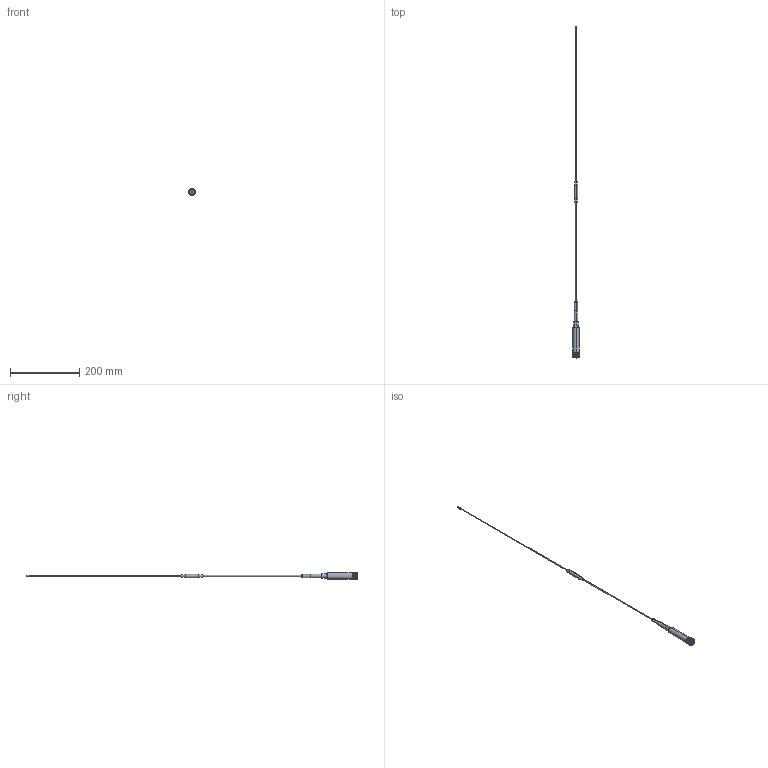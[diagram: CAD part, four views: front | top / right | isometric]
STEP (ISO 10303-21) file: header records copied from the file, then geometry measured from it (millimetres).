
FILE_DESCRIPTION (( 'STEP AP214' ), '1' );
FILE_NAME ('LCANRBD1080_3D.step', '2025-03-19T23:29:02', ( '' ), ( '' ), 'SwSTEP 2.0', 'SolidWorks 2022', '' );
FILE_SCHEMA (( 'AUTOMOTIVE_DESIGN' ));
Length unit declared in the file: inch
Products named in the file (1): LCANRBD1080_3D
Bounding box: 19.82 x 960 x 19.81 mm (x, y, z)
Volume: 36645.9 mm3; surface area: 16441.1 mm2
Topology: 1 solids, 1 shells, 250 faces, 596 edges, 358 vertices
Faces by surface type: plane 162, cylinder 72, cone 14, torus 2
Entity records: 7166 total; most frequent: DIRECTION 1308, CARTESIAN_POINT 1205, ORIENTED_EDGE 1192, EDGE_CURVE 596, AXIS2_PLACEMENT_3D 461, VECTOR 386, LINE 386, VERTEX_POINT 358
